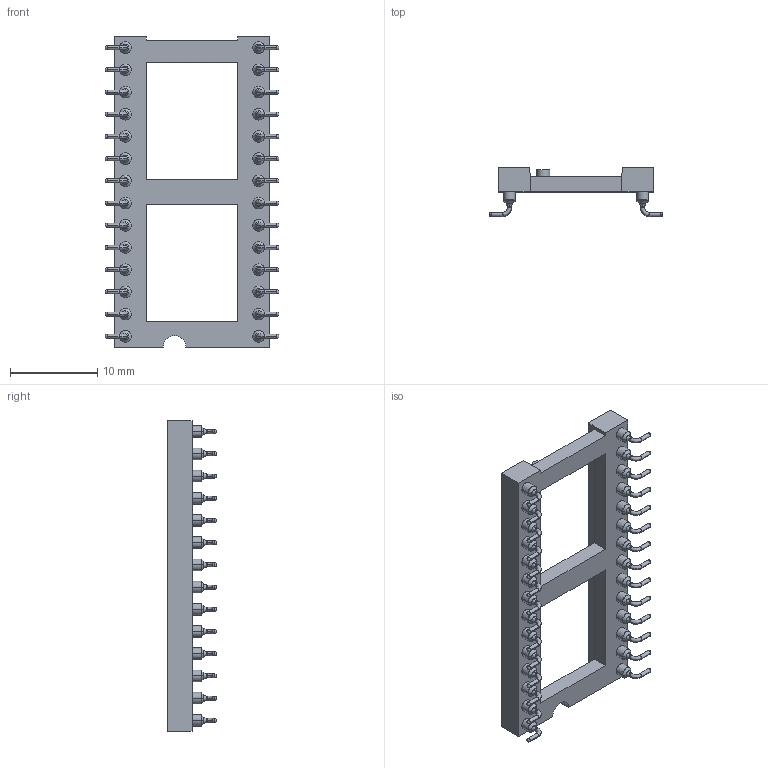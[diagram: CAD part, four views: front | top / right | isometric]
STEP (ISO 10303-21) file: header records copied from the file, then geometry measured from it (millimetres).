
FILE_DESCRIPTION(('STEP AP214'),'1');
FILE_NAME('dil_socket_110-87-628-41-105101.stp','2017-05-06T06:06:20',('TraceParts'),('TraceParts S.A.'),'Spatial InterOp 3D',' ',' ');
FILE_SCHEMA(('automotive_design'));
Length unit declared in the file: millimetre
Products named in the file (1): dil_socket_110-87-628-41-105101
Bounding box: 19.88 x 5.6 x 35.5 mm (x, y, z)
Volume: 853.1 mm3; surface area: 1973.2 mm2
Topology: 1 solids, 1 shells, 1138 faces, 2796 edges, 1604 vertices
Faces by surface type: cone 560, cylinder 271, plane 139, torus 112, sphere 56
Entity records: 42388 total; most frequent: CARTESIAN_POINT 6435, DIRECTION 6330, ORIENTED_EDGE 5256, AXIS2_PLACEMENT_3D 2731, EDGE_CURVE 2628, VERTEX_POINT 1604, CIRCLE 1536, EDGE_LOOP 1254
